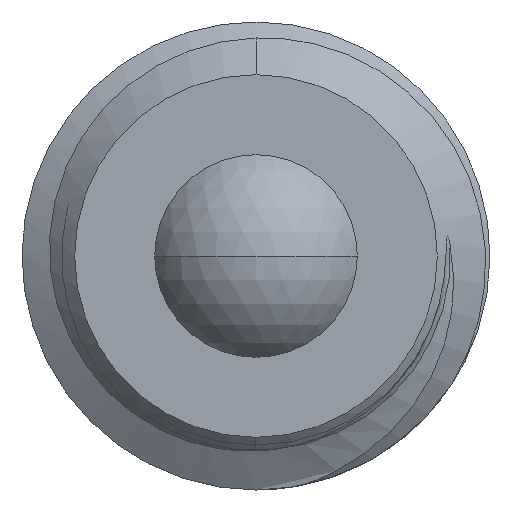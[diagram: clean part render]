
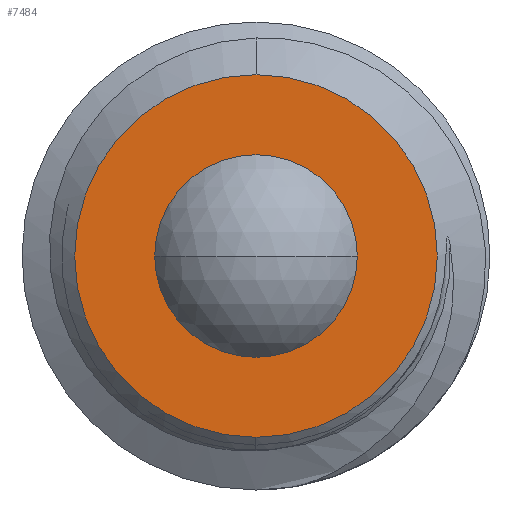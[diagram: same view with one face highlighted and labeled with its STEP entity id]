
A CAD part, left-side view. The second image highlights one B-rep face of the part: STEP entity #7484.
In plain terms, the highlighted planar face has unit normal (-1, 0, 0).
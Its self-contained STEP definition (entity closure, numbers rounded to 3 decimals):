
#292 = DIRECTION ( 'NONE',  ( 0., 0., -1. ) ) ;
#434 = ORIENTED_EDGE ( 'NONE', *, *, #6282, .T. ) ;
#526 = EDGE_LOOP ( 'NONE', ( #4247, #3852 ) ) ;
#647 = CARTESIAN_POINT ( 'NONE',  ( 1., 0., 0. ) ) ;
#821 = CARTESIAN_POINT ( 'NONE',  ( 1., 0., -3.1 ) ) ;
#1383 = CARTESIAN_POINT ( 'NONE',  ( 1., 0., 0. ) ) ;
#1742 = AXIS2_PLACEMENT_3D ( 'NONE', #5712, #2740, #4555 ) ;
#1782 = AXIS2_PLACEMENT_3D ( 'NONE', #7242, #4752, #4125 ) ;
#1895 = AXIS2_PLACEMENT_3D ( 'NONE', #4503, #3291, #292 ) ;
#2740 = DIRECTION ( 'NONE',  ( -1., 0., 0. ) ) ;
#2803 = EDGE_CURVE ( 'NONE', #6794, #3008, #5736, .T. ) ;
#2996 = CARTESIAN_POINT ( 'NONE',  ( 1., -1.732, 0. ) ) ;
#3008 = VERTEX_POINT ( 'NONE', #2996 ) ;
#3021 = DIRECTION ( 'NONE',  ( -1., 0., 0. ) ) ;
#3078 = DIRECTION ( 'NONE',  ( 0., 0., 1. ) ) ;
#3291 = DIRECTION ( 'NONE',  ( 1., 0., 0. ) ) ;
#3428 = EDGE_CURVE ( 'NONE', #3008, #6794, #7165, .T. ) ;
#3655 = EDGE_LOOP ( 'NONE', ( #6237, #434 ) ) ;
#3852 = ORIENTED_EDGE ( 'NONE', *, *, #3428, .F. ) ;
#4123 = CIRCLE ( 'NONE', #6477, 3.1 ) ;
#4125 = DIRECTION ( 'NONE',  ( 0., 0., 1. ) ) ;
#4247 = ORIENTED_EDGE ( 'NONE', *, *, #2803, .F. ) ;
#4399 = PLANE ( 'NONE',  #1895 ) ;
#4492 = VERTEX_POINT ( 'NONE', #5402 ) ;
#4503 = CARTESIAN_POINT ( 'NONE',  ( 1., 1.732, 0. ) ) ;
#4555 = DIRECTION ( 'NONE',  ( 0., 0., 1. ) ) ;
#4612 = VERTEX_POINT ( 'NONE', #821 ) ;
#4752 = DIRECTION ( 'NONE',  ( -1., 0., 0. ) ) ;
#5402 = CARTESIAN_POINT ( 'NONE',  ( 1., 0., 3.1 ) ) ;
#5440 = FACE_BOUND ( 'NONE', #526, .T. ) ;
#5712 = CARTESIAN_POINT ( 'NONE',  ( 1., 0., 0. ) ) ;
#5736 = CIRCLE ( 'NONE', #7135, 1.732 ) ;
#6191 = CIRCLE ( 'NONE', #1742, 3.1 ) ;
#6237 = ORIENTED_EDGE ( 'NONE', *, *, #7575, .T. ) ;
#6282 = EDGE_CURVE ( 'NONE', #4612, #4492, #4123, .T. ) ;
#6477 = AXIS2_PLACEMENT_3D ( 'NONE', #1383, #7444, #3078 ) ;
#6662 = FACE_OUTER_BOUND ( 'NONE', #3655, .T. ) ;
#6794 = VERTEX_POINT ( 'NONE', #7500 ) ;
#7135 = AXIS2_PLACEMENT_3D ( 'NONE', #647, #3021, #7279 ) ;
#7165 = CIRCLE ( 'NONE', #1782, 1.732 ) ;
#7242 = CARTESIAN_POINT ( 'NONE',  ( 1., 0., 0. ) ) ;
#7279 = DIRECTION ( 'NONE',  ( 0., 0., 1. ) ) ;
#7444 = DIRECTION ( 'NONE',  ( -1., 0., 0. ) ) ;
#7484 = ADVANCED_FACE ( 'NONE', ( #5440, #6662 ), #4399, .F. ) ;
#7500 = CARTESIAN_POINT ( 'NONE',  ( 1., 1.732, 0. ) ) ;
#7575 = EDGE_CURVE ( 'NONE', #4492, #4612, #6191, .T. ) ;
